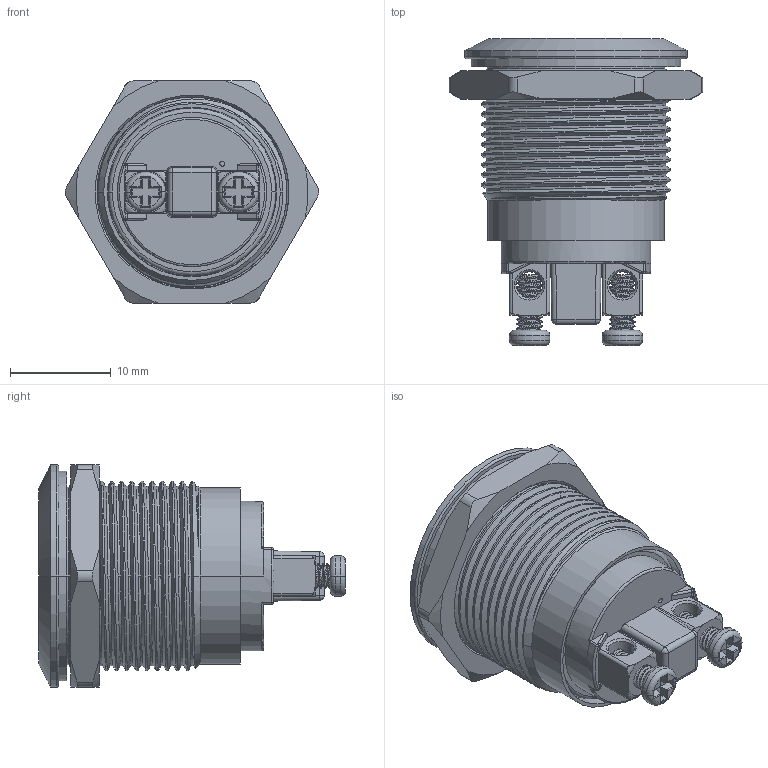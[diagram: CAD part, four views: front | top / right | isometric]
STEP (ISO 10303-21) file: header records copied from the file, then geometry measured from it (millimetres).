
FILE_DESCRIPTION((''),'2; 1');
FILE_NAME('','2023-04-05T15:08:48',(''),(''),'CST STEP Exporter V1.0','Unknown','');
FILE_SCHEMA(('CONFIG_CONTROL_DESIGN'));
Assembly tree (2 placements, depth 2):
  (unnamed)
    (unnamed)
    (unnamed)
Bounding box: 25.09 x 30.4 x 22 mm (x, y, z)
Volume: 12711.1 mm3; surface area: 7747.4 mm2
Topology: 2 solids, 5 shells, 458 faces, 1202 edges, 760 vertices
Faces by surface type: cylinder 165, plane 110, bspline 105, cone 40, torus 30, sphere 8
Entity records: 33361 total; most frequent: CARTESIAN_POINT 19542, ORIENTED_EDGE 2400, DIRECTION 1679, EDGE_CURVE 1200, VERTEX_POINT 760, AXIS2_PLACEMENT_3D 632, B_SPLINE_CURVE_WITH_KNOTS 510, EDGE_LOOP 492
